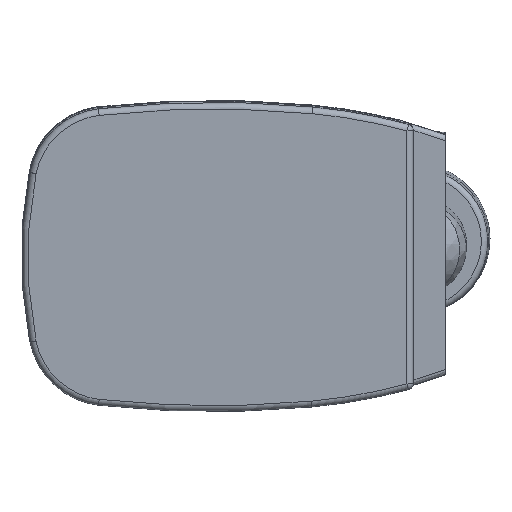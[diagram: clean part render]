
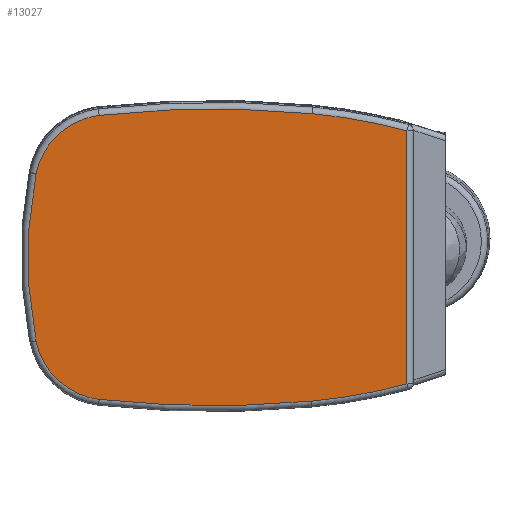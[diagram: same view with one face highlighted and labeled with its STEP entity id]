
A CAD part, top view. The second image highlights one B-rep face of the part: STEP entity #13027.
In plain terms, the highlighted face is planar.
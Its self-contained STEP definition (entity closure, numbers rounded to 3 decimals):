
#12734=CARTESIAN_POINT('',(-44.071,143.402,15.0));
#12735=VERTEX_POINT('',#12734);
#12743=CARTESIAN_POINT('',(-44.071,-143.374,15.0));
#12744=VERTEX_POINT('',#12743);
#12745=CARTESIAN_POINT('',(-44.071,143.402,15.0));
#12746=DIRECTION('',(0.0,-1.0,0.0));
#12747=VECTOR('',#12746,286.776);
#12748=LINE('',#12745,#12747);
#12749=EDGE_CURVE('',#12735,#12744,#12748,.T.);
#12774=CARTESIAN_POINT('',(-152.442,-162.852,15.0));
#12775=VERTEX_POINT('',#12774);
#12776=CARTESIAN_POINT('',(-213.888,490.222,15.0));
#12777=DIRECTION('',(0.0,0.0,-1.0));
#12778=DIRECTION('',(0.177,-0.984,0.0));
#12779=AXIS2_PLACEMENT_3D('',#12776,#12777,#12778);
#12780=CIRCLE('',#12779,655.959);
#12781=EDGE_CURVE('',#12744,#12775,#12780,.T.);
#12801=CARTESIAN_POINT('',(-392.221,-160.894,15.0));
#12802=VERTEX_POINT('',#12801);
#12803=CARTESIAN_POINT('',(-262.766,1009.714,15.0));
#12804=DIRECTION('',(0.0,0.0,-1.0));
#12805=DIRECTION('',(-0.008,-1.,0.0));
#12806=AXIS2_PLACEMENT_3D('',#12803,#12804,#12805);
#12807=CIRCLE('',#12806,1177.745);
#12808=EDGE_CURVE('',#12775,#12802,#12807,.T.);
#12833=CARTESIAN_POINT('',(-463.642,-94.712,15.0));
#12834=VERTEX_POINT('',#12833);
#12835=CARTESIAN_POINT('',(-382.242,-78.496,15.0));
#12836=DIRECTION('',(0.0,0.0,-1.0));
#12837=DIRECTION('',(-0.68,-0.734,0.0));
#12838=AXIS2_PLACEMENT_3D('',#12835,#12836,#12837);
#12839=CIRCLE('',#12838,83.);
#12840=EDGE_CURVE('',#12802,#12834,#12839,.T.);
#12869=CARTESIAN_POINT('',(-463.643,94.71,15.0));
#12870=VERTEX_POINT('',#12869);
#12871=CARTESIAN_POINT('',(10.98,-0.001,15.0));
#12872=DIRECTION('',(0.0,0.0,-1.));
#12873=DIRECTION('',(-1.,0.,0.0));
#12874=AXIS2_PLACEMENT_3D('',#12871,#12872,#12873);
#12875=CIRCLE('',#12874,483.981);
#12876=EDGE_CURVE('',#12834,#12870,#12875,.T.);
#12905=CARTESIAN_POINT('',(-392.221,160.892,15.0));
#12906=VERTEX_POINT('',#12905);
#12907=CARTESIAN_POINT('',(-382.242,78.494,15.0));
#12908=DIRECTION('',(0.0,0.0,-1.0));
#12909=DIRECTION('',(-0.68,0.734,0.0));
#12910=AXIS2_PLACEMENT_3D('',#12907,#12908,#12909);
#12911=CIRCLE('',#12910,83.);
#12912=EDGE_CURVE('',#12870,#12906,#12911,.T.);
#12939=CARTESIAN_POINT('',(-151.098,162.723,15.0));
#12940=VERTEX_POINT('',#12939);
#12948=CARTESIAN_POINT('',(-212.816,-485.276,15.0));
#12949=DIRECTION('',(0.0,0.0,-1.));
#12950=DIRECTION('',(0.178,0.984,0.0));
#12951=AXIS2_PLACEMENT_3D('',#12948,#12949,#12950);
#12952=CIRCLE('',#12951,650.931);
#12953=EDGE_CURVE('',#12940,#12735,#12952,.T.);
#12971=CARTESIAN_POINT('',(-262.766,-1009.716,15.0));
#12972=DIRECTION('',(0.0,0.0,-1.0));
#12973=DIRECTION('',(-0.008,1.,0.0));
#12974=AXIS2_PLACEMENT_3D('',#12971,#12972,#12973);
#12975=CIRCLE('',#12974,1177.745);
#12976=EDGE_CURVE('',#12906,#12940,#12975,.T.);
#13012=CARTESIAN_POINT('',(-248.217,0.003,15.0));
#13013=DIRECTION('',(0.0,0.0,1.0));
#13014=DIRECTION('',(1.0,0.0,0.0));
#13015=AXIS2_PLACEMENT_3D('',#13012,#13013,#13014);
#13016=PLANE('',#13015);
#13017=ORIENTED_EDGE('',*,*,#12749,.F.);
#13018=ORIENTED_EDGE('',*,*,#12953,.F.);
#13019=ORIENTED_EDGE('',*,*,#12976,.F.);
#13020=ORIENTED_EDGE('',*,*,#12912,.F.);
#13021=ORIENTED_EDGE('',*,*,#12876,.F.);
#13022=ORIENTED_EDGE('',*,*,#12840,.F.);
#13023=ORIENTED_EDGE('',*,*,#12808,.F.);
#13024=ORIENTED_EDGE('',*,*,#12781,.F.);
#13025=EDGE_LOOP('',(#13017,#13018,#13019,#13020,#13021,#13022,#13023,#13024));
#13026=FACE_OUTER_BOUND('',#13025,.T.);
#13027=ADVANCED_FACE('',(#13026),#13016,.T.);
